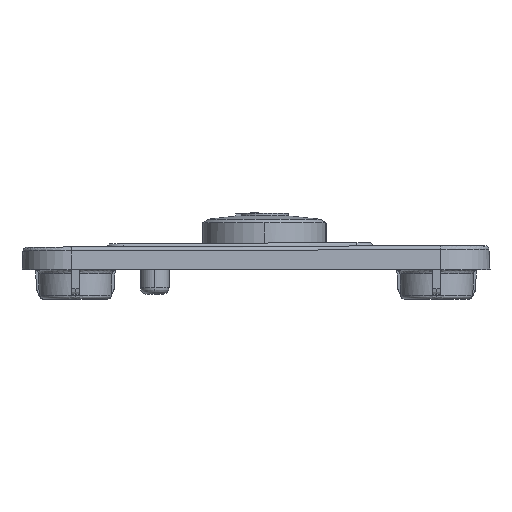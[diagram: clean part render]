
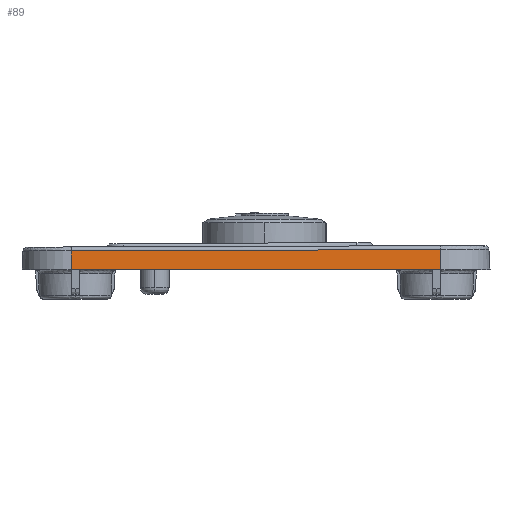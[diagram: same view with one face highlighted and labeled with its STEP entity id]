
A CAD part, left-side view. The second image highlights one B-rep face of the part: STEP entity #89.
In plain terms, the highlighted planar face has unit normal (-0.999, 0, 0.052).
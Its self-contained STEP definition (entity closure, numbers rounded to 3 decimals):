
#89=ADVANCED_FACE('',(#707),#9797,.T.);
#707=FACE_OUTER_BOUND('',#1334,.T.);
#1334=EDGE_LOOP('',(#2069,#2070,#2071,#2072));
#2069=ORIENTED_EDGE('',*,*,#5107,.F.);
#2070=ORIENTED_EDGE('',*,*,#5149,.F.);
#2071=ORIENTED_EDGE('',*,*,#5152,.F.);
#2072=ORIENTED_EDGE('',*,*,#5151,.F.);
#5107=EDGE_CURVE('',#8807,#8805,#6702,.T.);
#5149=EDGE_CURVE('',#8842,#8807,#6734,.T.);
#5151=EDGE_CURVE('',#8805,#8844,#6735,.T.);
#5152=EDGE_CURVE('',#8844,#8842,#6736,.T.);
#6702=B_SPLINE_CURVE_WITH_KNOTS('',1,(#26876,#26877),.UNSPECIFIED.,.F.,
 .F.,(2,2),(-2.449,0.),.UNSPECIFIED.);
#6734=B_SPLINE_CURVE_WITH_KNOTS('',1,(#27202,#27203),.UNSPECIFIED.,.F.,
 .F.,(2,2),(-45.,0.),.UNSPECIFIED.);
#6735=B_SPLINE_CURVE_WITH_KNOTS('',1,(#27207,#27208),.UNSPECIFIED.,.F.,
 .F.,(2,2),(-45.,0.),.UNSPECIFIED.);
#6736=B_SPLINE_CURVE_WITH_KNOTS('',1,(#27209,#27210),.UNSPECIFIED.,.F.,
 .F.,(2,2),(0.,2.291),.UNSPECIFIED.);
#8805=VERTEX_POINT('',#25863);
#8807=VERTEX_POINT('',#25865);
#8842=VERTEX_POINT('',#25900);
#8844=VERTEX_POINT('',#25902);
#9797=PLANE('',#10481);
#10481=AXIS2_PLACEMENT_3D('',#13212,#11392,$);
#11392=DIRECTION('',(-0.999,0.,0.052));
#13212=CARTESIAN_POINT('',(-72.349,29.982,165.387));
#25863=CARTESIAN_POINT('',(-72.5,34.67,162.5));
#25865=CARTESIAN_POINT('',(-72.372,34.67,164.945));
#25900=CARTESIAN_POINT('',(-72.38,79.67,164.788));
#25902=CARTESIAN_POINT('',(-72.5,79.67,162.5));
#26876=CARTESIAN_POINT('',(-72.372,34.67,164.945));
#26877=CARTESIAN_POINT('',(-72.5,34.67,162.5));
#27202=CARTESIAN_POINT('',(-72.38,79.67,164.788));
#27203=CARTESIAN_POINT('',(-72.372,34.67,164.945));
#27207=CARTESIAN_POINT('',(-72.5,34.67,162.5));
#27208=CARTESIAN_POINT('',(-72.5,79.67,162.5));
#27209=CARTESIAN_POINT('',(-72.5,79.67,162.5));
#27210=CARTESIAN_POINT('',(-72.38,79.67,164.788));
